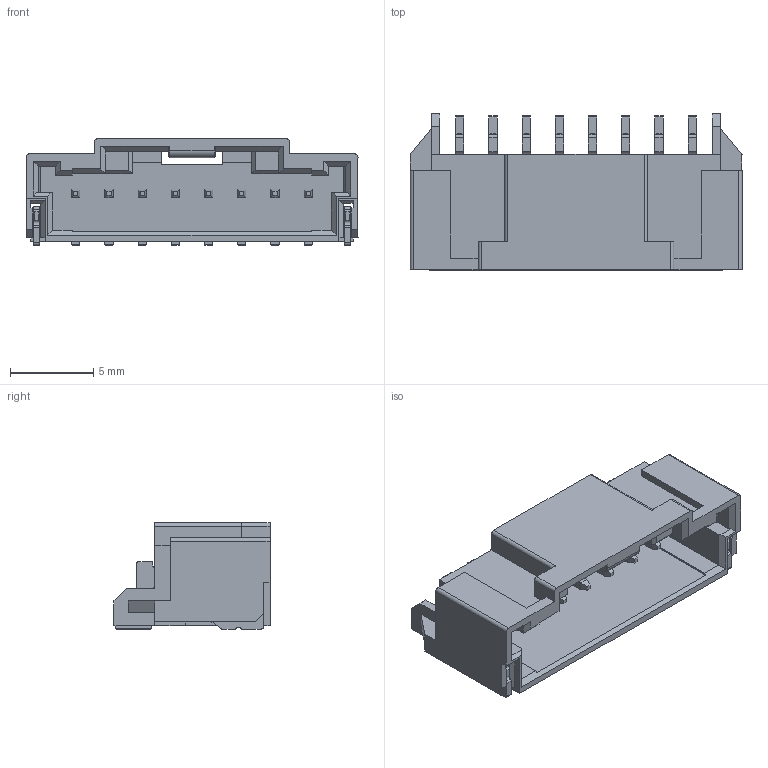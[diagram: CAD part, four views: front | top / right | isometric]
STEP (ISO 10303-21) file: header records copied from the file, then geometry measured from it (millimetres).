
FILE_DESCRIPTION( ('This file contains a STEP AP42 implementation' ,'as created by ZW3D STEP Interface translator.') ,'2;1' );
FILE_NAME( 'WF2012-1WZHXXXX1.stp' ,'23 424.145716', (''), ('ZWCAD Software Co.'), 'Version 1.0', 'ZW3D to STEP translator', '' );
FILE_SCHEMA(('AUTOMOTIVE_DESIGN { 1 0 10303 214 1 1 1 1 }'));
Length unit declared in the file: millimetre
Products named in the file (2): 0; WF2012-1WZHXXXX1
Bounding box: 20 x 9.4 x 6.4 mm (x, y, z)
Volume: 401.1 mm3; surface area: 1172.5 mm2
Topology: 1 solids, 1 shells, 708 faces, 2045 edges, 1333 vertices
Faces by surface type: plane 556, cylinder 135, bspline 15, cone 2
Entity records: 23890 total; most frequent: CARTESIAN_POINT 4587, ORIENTED_EDGE 4090, DIRECTION 3562, EDGE_CURVE 2045, VECTOR 1630, LINE 1630, VERTEX_POINT 1333, AXIS2_PLACEMENT_3D 966
